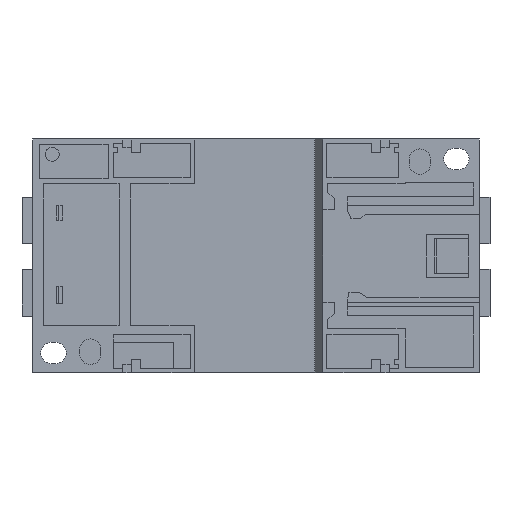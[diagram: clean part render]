
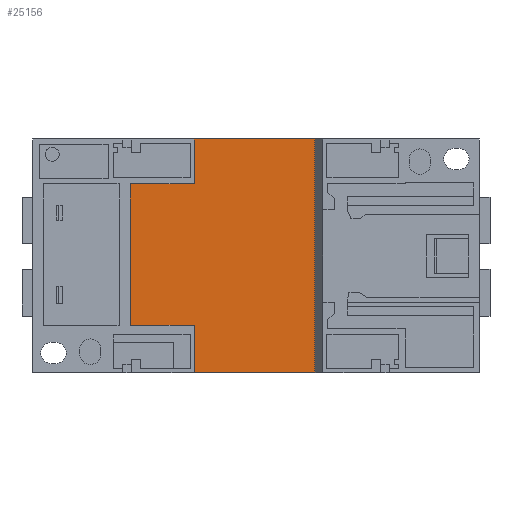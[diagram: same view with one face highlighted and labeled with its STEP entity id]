
A CAD part, left-side view. The second image highlights one B-rep face of the part: STEP entity #25156.
In plain terms, the highlighted planar face has unit normal (-1, 0, 0).
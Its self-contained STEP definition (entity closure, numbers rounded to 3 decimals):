
#333 = CARTESIAN_POINT ( 'NONE',  ( -53.965, 15.496, 27.5 ) ) ;
#517 = LINE ( 'NONE', #17353, #8971 ) ;
#574 = VERTEX_POINT ( 'NONE', #29405 ) ;
#713 = ORIENTED_EDGE ( 'NONE', *, *, #4495, .T. ) ;
#725 = EDGE_CURVE ( 'NONE', #3687, #574, #4864, .T. ) ;
#1566 = VECTOR ( 'NONE', #9156, 1000. ) ;
#2331 = EDGE_LOOP ( 'NONE', ( #29447, #11578, #14513, #713, #2622, #10599, #22941, #18509 ) ) ;
#2622 = ORIENTED_EDGE ( 'NONE', *, *, #28306, .T. ) ;
#2930 = CARTESIAN_POINT ( 'NONE',  ( -53.965, 14.496, 27.5 ) ) ;
#3307 = PLANE ( 'NONE',  #10699 ) ;
#3456 = LINE ( 'NONE', #23342, #22929 ) ;
#3687 = VERTEX_POINT ( 'NONE', #9300 ) ;
#4495 = EDGE_CURVE ( 'NONE', #7393, #19515, #517, .T. ) ;
#4864 = LINE ( 'NONE', #25315, #26870 ) ;
#6288 = CARTESIAN_POINT ( 'NONE',  ( -53.965, 14.496, -27.5 ) ) ;
#7140 = LINE ( 'NONE', #27457, #25522 ) ;
#7393 = VERTEX_POINT ( 'NONE', #2930 ) ;
#7581 = CARTESIAN_POINT ( 'NONE',  ( -53.965, 49.902, 16.927 ) ) ;
#7709 = DIRECTION ( 'NONE',  ( 0., 0., -1. ) ) ;
#7818 = LINE ( 'NONE', #23225, #1566 ) ;
#8175 = CARTESIAN_POINT ( 'NONE',  ( -53.965, -13.845, 27.5 ) ) ;
#8971 = VECTOR ( 'NONE', #7709, 1000. ) ;
#9156 = DIRECTION ( 'NONE',  ( 0., 1., 0. ) ) ;
#9300 = CARTESIAN_POINT ( 'NONE',  ( -53.965, 29.5, -16.255 ) ) ;
#10419 = VECTOR ( 'NONE', #14300, 1000. ) ;
#10599 = ORIENTED_EDGE ( 'NONE', *, *, #725, .F. ) ;
#10699 = AXIS2_PLACEMENT_3D ( 'NONE', #24344, #19828, #22088 ) ;
#10884 = LINE ( 'NONE', #7581, #15650 ) ;
#11518 = CARTESIAN_POINT ( 'NONE',  ( -53.965, 14.496, -16.255 ) ) ;
#11578 = ORIENTED_EDGE ( 'NONE', *, *, #15539, .F. ) ;
#12613 = LINE ( 'NONE', #333, #10419 ) ;
#13345 = CARTESIAN_POINT ( 'NONE',  ( -53.965, 14.496, 16.927 ) ) ;
#14293 = VERTEX_POINT ( 'NONE', #18325 ) ;
#14300 = DIRECTION ( 'NONE',  ( 0., 1., 0. ) ) ;
#14513 = ORIENTED_EDGE ( 'NONE', *, *, #19189, .T. ) ;
#15053 = DIRECTION ( 'NONE',  ( 0., 0., -1. ) ) ;
#15073 = FACE_OUTER_BOUND ( 'NONE', #2331, .T. ) ;
#15469 = VERTEX_POINT ( 'NONE', #8175 ) ;
#15539 = EDGE_CURVE ( 'NONE', #15469, #14293, #16609, .T. ) ;
#15593 = EDGE_CURVE ( 'NONE', #14293, #27094, #7818, .T. ) ;
#15650 = VECTOR ( 'NONE', #26048, 1000. ) ;
#16609 = LINE ( 'NONE', #29184, #27603 ) ;
#17353 = CARTESIAN_POINT ( 'NONE',  ( -53.965, 14.496, 27.5 ) ) ;
#18325 = CARTESIAN_POINT ( 'NONE',  ( -53.965, -13.845, -27.5 ) ) ;
#18386 = EDGE_CURVE ( 'NONE', #3687, #29739, #7140, .T. ) ;
#18509 = ORIENTED_EDGE ( 'NONE', *, *, #29369, .T. ) ;
#19189 = EDGE_CURVE ( 'NONE', #15469, #7393, #12613, .T. ) ;
#19515 = VERTEX_POINT ( 'NONE', #13345 ) ;
#19828 = DIRECTION ( 'NONE',  ( 1., 0., 0. ) ) ;
#21025 = DIRECTION ( 'NONE',  ( 0., 0., 1. ) ) ;
#22088 = DIRECTION ( 'NONE',  ( 0., 0., -1. ) ) ;
#22922 = DIRECTION ( 'NONE',  ( 0., 0., -1. ) ) ;
#22929 = VECTOR ( 'NONE', #22922, 1000. ) ;
#22941 = ORIENTED_EDGE ( 'NONE', *, *, #18386, .T. ) ;
#23225 = CARTESIAN_POINT ( 'NONE',  ( -53.965, 52.5, -27.5 ) ) ;
#23342 = CARTESIAN_POINT ( 'NONE',  ( -53.965, 14.496, 27.5 ) ) ;
#24344 = CARTESIAN_POINT ( 'NONE',  ( -53.965, 15.496, -68.5 ) ) ;
#24911 = DIRECTION ( 'NONE',  ( 0., -1., 0. ) ) ;
#25156 = ADVANCED_FACE ( 'NONE', ( #15073 ), #3307, .F. ) ;
#25315 = CARTESIAN_POINT ( 'NONE',  ( -53.965, 29.5, -16.255 ) ) ;
#25522 = VECTOR ( 'NONE', #24911, 1000. ) ;
#26048 = DIRECTION ( 'NONE',  ( 0., 1., 0. ) ) ;
#26870 = VECTOR ( 'NONE', #21025, 1000. ) ;
#27094 = VERTEX_POINT ( 'NONE', #6288 ) ;
#27457 = CARTESIAN_POINT ( 'NONE',  ( -53.965, 49.902, -16.255 ) ) ;
#27603 = VECTOR ( 'NONE', #15053, 1000. ) ;
#28306 = EDGE_CURVE ( 'NONE', #19515, #574, #10884, .T. ) ;
#29184 = CARTESIAN_POINT ( 'NONE',  ( -53.965, -13.845, 27.5 ) ) ;
#29369 = EDGE_CURVE ( 'NONE', #29739, #27094, #3456, .T. ) ;
#29405 = CARTESIAN_POINT ( 'NONE',  ( -53.965, 29.5, 16.927 ) ) ;
#29447 = ORIENTED_EDGE ( 'NONE', *, *, #15593, .F. ) ;
#29739 = VERTEX_POINT ( 'NONE', #11518 ) ;
